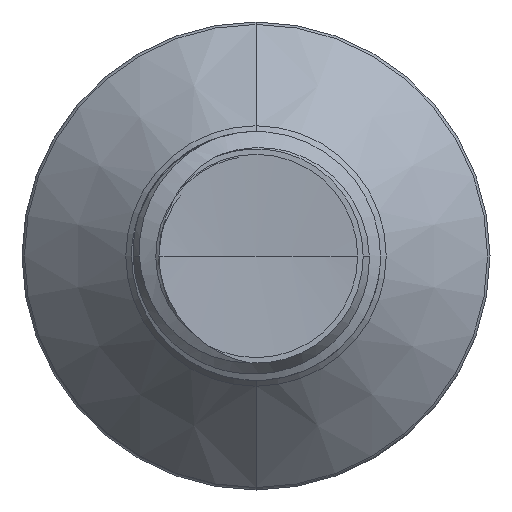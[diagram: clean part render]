
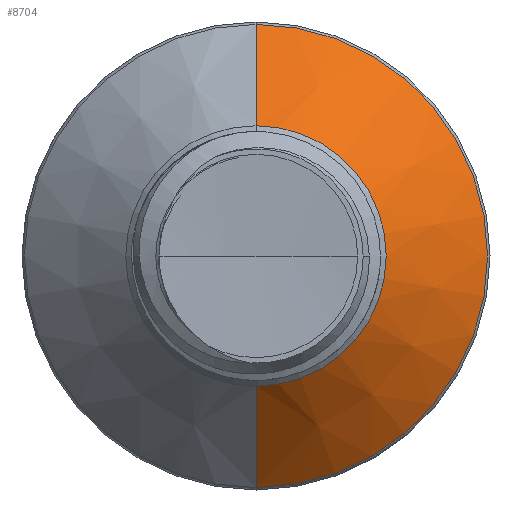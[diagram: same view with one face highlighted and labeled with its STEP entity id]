
A CAD part, front view. The second image highlights one B-rep face of the part: STEP entity #8704.
In plain terms, the highlighted conical face has half-angle 45 degrees and reference radius 1.308 mm.
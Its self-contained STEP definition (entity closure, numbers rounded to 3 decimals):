
#257 = VECTOR ( 'NONE', #22343, 1000. ) ;
#791 = EDGE_CURVE ( 'NONE', #16152, #17340, #6331, .T. ) ;
#2429 = CIRCLE ( 'NONE', #13572, 1.308 ) ;
#2991 = DIRECTION ( 'NONE',  ( 0., 1., 0. ) ) ;
#3728 = CARTESIAN_POINT ( 'NONE',  ( 0., 6.455, -1.308 ) ) ;
#4570 = ORIENTED_EDGE ( 'NONE', *, *, #14861, .F. ) ;
#4894 = CARTESIAN_POINT ( 'NONE',  ( 0., 6.455, 0. ) ) ;
#5287 = LINE ( 'NONE', #23397, #10653 ) ;
#5826 = DIRECTION ( 'NONE',  ( 0., 1., 0. ) ) ;
#6265 = EDGE_CURVE ( 'NONE', #24458, #16152, #2429, .T. ) ;
#6331 = LINE ( 'NONE', #22396, #257 ) ;
#6937 = DIRECTION ( 'NONE',  ( 0., 0., 1. ) ) ;
#8680 = ORIENTED_EDGE ( 'NONE', *, *, #6265, .T. ) ;
#8704 = ADVANCED_FACE ( 'NONE', ( #11327 ), #15966, .T. ) ;
#8919 = CARTESIAN_POINT ( 'NONE',  ( 0., 7.472, 2.325 ) ) ;
#10653 = VECTOR ( 'NONE', #25791, 1000. ) ;
#10798 = AXIS2_PLACEMENT_3D ( 'NONE', #17794, #5826, #19833 ) ;
#11327 = FACE_OUTER_BOUND ( 'NONE', #17588, .T. ) ;
#11981 = CARTESIAN_POINT ( 'NONE',  ( 0., 6.455, 1.308 ) ) ;
#12945 = DIRECTION ( 'NONE',  ( 0., 0., 1. ) ) ;
#13572 = AXIS2_PLACEMENT_3D ( 'NONE', #4894, #18900, #6937 ) ;
#14208 = CARTESIAN_POINT ( 'NONE',  ( 0., 7.472, -2.325 ) ) ;
#14670 = ORIENTED_EDGE ( 'NONE', *, *, #25454, .F. ) ;
#14861 = EDGE_CURVE ( 'NONE', #24458, #23075, #5287, .T. ) ;
#15966 = CONICAL_SURFACE ( 'NONE', #21393, 1.308, 0.785 ) ;
#16152 = VERTEX_POINT ( 'NONE', #3728 ) ;
#17340 = VERTEX_POINT ( 'NONE', #14208 ) ;
#17588 = EDGE_LOOP ( 'NONE', ( #8680, #19324, #14670, #4570 ) ) ;
#17794 = CARTESIAN_POINT ( 'NONE',  ( 0., 7.472, 0. ) ) ;
#18900 = DIRECTION ( 'NONE',  ( 0., 1., 0. ) ) ;
#19324 = ORIENTED_EDGE ( 'NONE', *, *, #791, .T. ) ;
#19833 = DIRECTION ( 'NONE',  ( 0., 0., 1. ) ) ;
#20855 = CARTESIAN_POINT ( 'NONE',  ( 0., 6.455, 0. ) ) ;
#21393 = AXIS2_PLACEMENT_3D ( 'NONE', #20855, #2991, #12945 ) ;
#22343 = DIRECTION ( 'NONE',  ( 0., 0.707, -0.707 ) ) ;
#22396 = CARTESIAN_POINT ( 'NONE',  ( 0., 6.455, -1.308 ) ) ;
#23075 = VERTEX_POINT ( 'NONE', #8919 ) ;
#23397 = CARTESIAN_POINT ( 'NONE',  ( 0., 6.455, 1.308 ) ) ;
#24458 = VERTEX_POINT ( 'NONE', #11981 ) ;
#25122 = CIRCLE ( 'NONE', #10798, 2.325 ) ;
#25454 = EDGE_CURVE ( 'NONE', #23075, #17340, #25122, .T. ) ;
#25791 = DIRECTION ( 'NONE',  ( 0., 0.707, 0.707 ) ) ;
